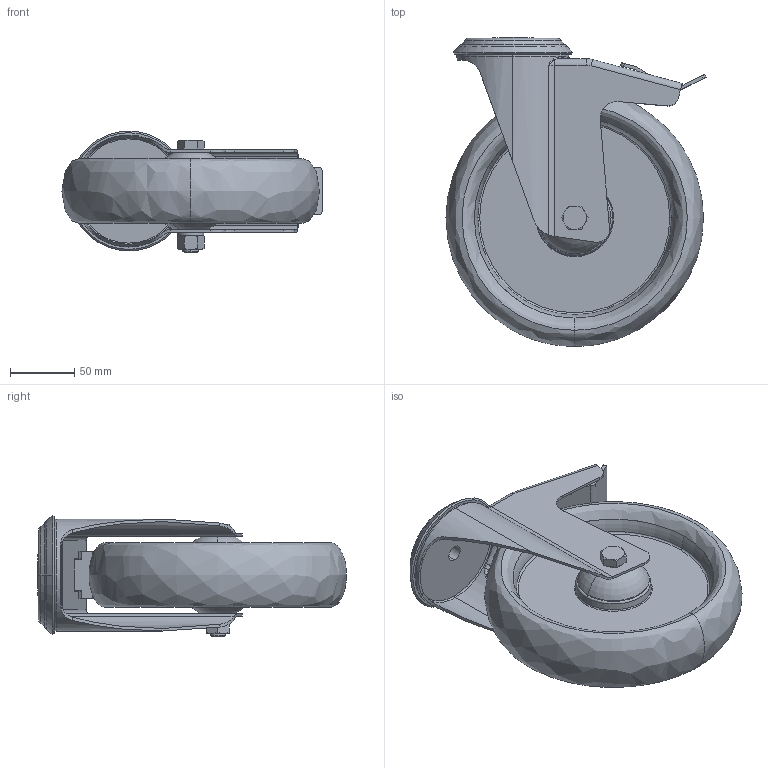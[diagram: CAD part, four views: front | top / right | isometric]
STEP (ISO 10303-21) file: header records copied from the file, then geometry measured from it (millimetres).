
FILE_DESCRIPTION (( 'STEP AP214' ), '1' );
FILE_NAME ('0030136.step', '2022-11-09T10:10:23', ( '' ), ( '' ), 'SwSTEP 2.0', 'SolidWorks 2020', '' );
FILE_SCHEMA (( 'AUTOMOTIVE_DESIGN' ));
Length unit declared in the file: millimetre
Products named in the file (1): 0030136
Bounding box: 202 x 240 x 94.5 mm (x, y, z)
Volume: 949796.3 mm3; surface area: 275031.7 mm2
Topology: 9 solids, 9 shells, 314 faces, 708 edges, 422 vertices
Faces by surface type: plane 86, torus 84, cylinder 72, cone 58, bspline 14
Entity records: 12944 total; most frequent: CARTESIAN_POINT 2285, DIRECTION 1614, ORIENTED_EDGE 1408, EDGE_CURVE 704, AXIS2_PLACEMENT_3D 691, VERTEX_POINT 422, CIRCLE 390, EDGE_LOOP 346
